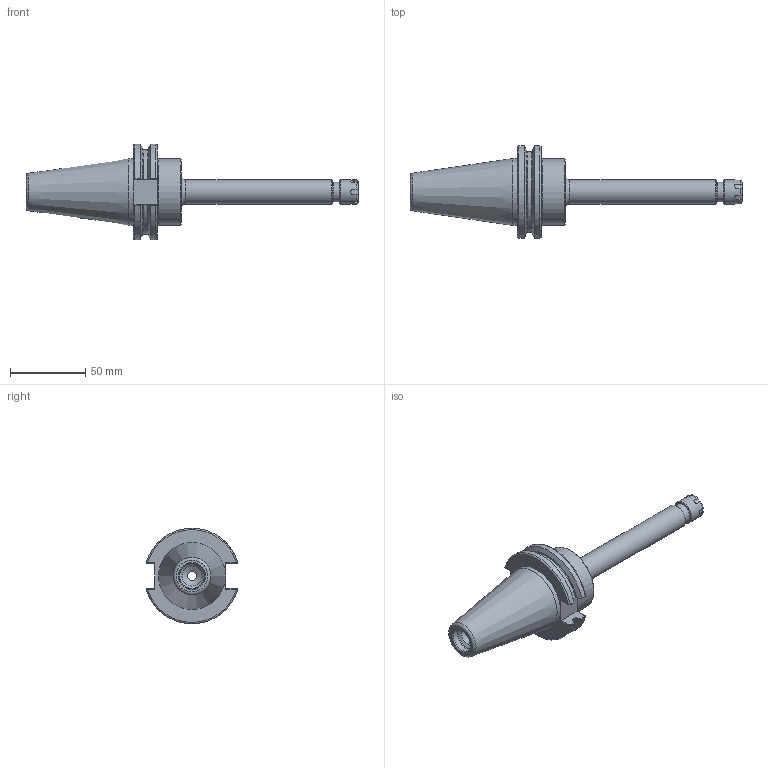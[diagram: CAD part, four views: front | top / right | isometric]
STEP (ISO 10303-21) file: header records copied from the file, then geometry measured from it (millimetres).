
FILE_DESCRIPTION(/* description */ (''),/* implementation_level */ '2;1');
FILE_NAME(/* name */ 'CAT40-ER11M-0600.stp',/* time_stamp */ '2019-05-29T09:49:30-05:00',/* author */ ('ldfli'),/* organization */ ('Pioneer N.A.'),/* preprocessor_version */ 'ST-DEVELOPER v18',/* originating_system */ 'Autodesk Inventor LT',/* authorisation */ '');
FILE_SCHEMA (('AUTOMOTIVE_DESIGN { 1 0 10303 214 3 1 1 }'));
Length unit declared in the file: millimetre
Products named in the file (1): CAT40-ER11M-0600
Bounding box: 220.66 x 61.14 x 63.31 mm (x, y, z)
Volume: 148079.9 mm3; surface area: 30827.6 mm2
Topology: 2 solids, 2 shells, 140 faces, 403 edges, 276 vertices
Faces by surface type: plane 58, torus 25, cylinder 23, cone 18, bspline 16
Full cylindrical faces by diameter (mm): 6 x1, 6.647 x1, 8.15 x1, 8.662 x1, 10 x1, 10.9 x1, 12.25 x1, 12.4 x1, 13 x1, 13.386 x1, 13.4 x1, 16 x2, 16.28 x1, 16.68 x1, 44.45 x2
Entity records: 5528 total; most frequent: CARTESIAN_POINT 1808, ORIENTED_EDGE 804, DIRECTION 758, EDGE_CURVE 402, AXIS2_PLACEMENT_3D 300, VERTEX_POINT 276, CIRCLE 168, LINE 158
